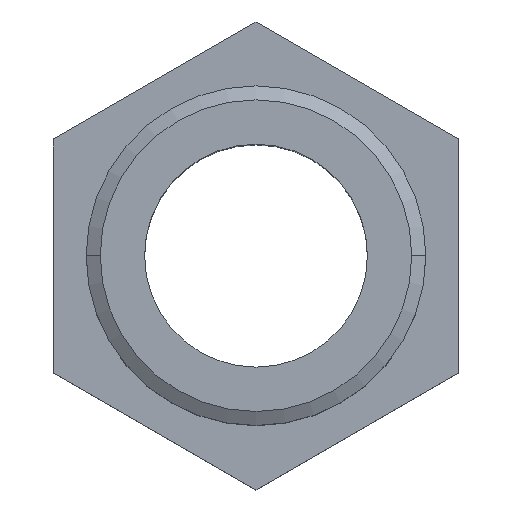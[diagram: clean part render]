
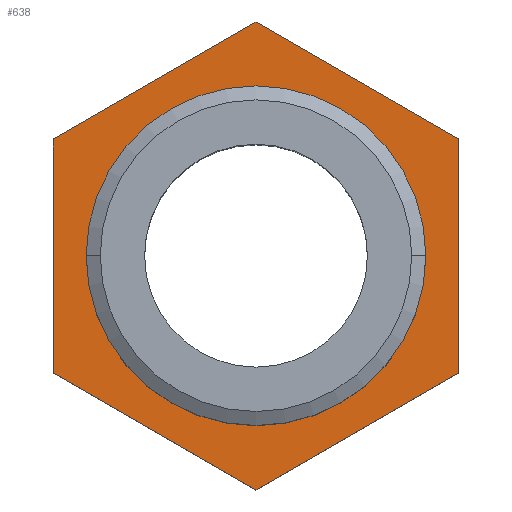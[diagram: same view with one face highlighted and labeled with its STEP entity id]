
A CAD part, top view. The second image highlights one B-rep face of the part: STEP entity #638.
In plain terms, the highlighted planar face has unit normal (0, 0, 1).
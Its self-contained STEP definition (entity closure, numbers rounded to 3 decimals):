
#14 = CARTESIAN_POINT ( 'NONE',  ( 0., -28.868, -18. ) ) ;
#31 = ORIENTED_EDGE ( 'NONE', *, *, #911, .F. ) ;
#62 = ORIENTED_EDGE ( 'NONE', *, *, #415, .F. ) ;
#78 = FACE_BOUND ( 'NONE', #122, .T. ) ;
#92 = VECTOR ( 'NONE', #324, 1000. ) ;
#107 = CARTESIAN_POINT ( 'NONE',  ( 25., 14.434, -18. ) ) ;
#117 = EDGE_CURVE ( 'NONE', #339, #621, #157, .T. ) ;
#122 = EDGE_LOOP ( 'NONE', ( #272, #522 ) ) ;
#129 = DIRECTION ( 'NONE',  ( -0.866, -0.5, 0. ) ) ;
#149 = ORIENTED_EDGE ( 'NONE', *, *, #601, .F. ) ;
#156 = DIRECTION ( 'NONE',  ( 0., -1., 0. ) ) ;
#157 = LINE ( 'NONE', #504, #937 ) ;
#189 = CARTESIAN_POINT ( 'NONE',  ( 20.955, 0., -18. ) ) ;
#192 = CARTESIAN_POINT ( 'NONE',  ( -20.955, 0., -18. ) ) ;
#202 = CARTESIAN_POINT ( 'NONE',  ( -25., -14.434, -18. ) ) ;
#227 = CARTESIAN_POINT ( 'NONE',  ( -3.426, 26.889, -18. ) ) ;
#230 = EDGE_CURVE ( 'NONE', #1109, #807, #806, .T. ) ;
#233 = EDGE_LOOP ( 'NONE', ( #62, #149, #818, #568, #717, #31 ) ) ;
#240 = VERTEX_POINT ( 'NONE', #443 ) ;
#257 = DIRECTION ( 'NONE',  ( 0.866, -0.5, 0. ) ) ;
#263 = CARTESIAN_POINT ( 'NONE',  ( 0., 0., -18. ) ) ;
#272 = ORIENTED_EDGE ( 'NONE', *, *, #565, .F. ) ;
#290 = VERTEX_POINT ( 'NONE', #107 ) ;
#324 = DIRECTION ( 'NONE',  ( -0.866, 0.5, 0. ) ) ;
#327 = DIRECTION ( 'NONE',  ( 0., 0., 1. ) ) ;
#337 = DIRECTION ( 'NONE',  ( 0., 0., -1. ) ) ;
#339 = VERTEX_POINT ( 'NONE', #202 ) ;
#344 = VECTOR ( 'NONE', #257, 1000. ) ;
#380 = AXIS2_PLACEMENT_3D ( 'NONE', #1111, #337, #682 ) ;
#415 = EDGE_CURVE ( 'NONE', #240, #1079, #557, .T. ) ;
#421 = VECTOR ( 'NONE', #156, 1000. ) ;
#426 = FACE_OUTER_BOUND ( 'NONE', #233, .T. ) ;
#437 = AXIS2_PLACEMENT_3D ( 'NONE', #1099, #327, #673 ) ;
#438 = CIRCLE ( 'NONE', #437, 20.955 ) ;
#443 = CARTESIAN_POINT ( 'NONE',  ( 25., -14.434, -18. ) ) ;
#504 = CARTESIAN_POINT ( 'NONE',  ( -25., 20.955, -18. ) ) ;
#508 = VECTOR ( 'NONE', #574, 1000. ) ;
#517 = EDGE_CURVE ( 'NONE', #621, #578, #1002, .T. ) ;
#522 = ORIENTED_EDGE ( 'NONE', *, *, #230, .F. ) ;
#557 = LINE ( 'NONE', #899, #562 ) ;
#562 = VECTOR ( 'NONE', #129, 1000. ) ;
#565 = EDGE_CURVE ( 'NONE', #807, #1109, #438, .T. ) ;
#568 = ORIENTED_EDGE ( 'NONE', *, *, #517, .F. ) ;
#574 = DIRECTION ( 'NONE',  ( 0.866, 0.5, 0. ) ) ;
#578 = VERTEX_POINT ( 'NONE', #1015 ) ;
#587 = LINE ( 'NONE', #928, #421 ) ;
#601 = EDGE_CURVE ( 'NONE', #290, #240, #587, .T. ) ;
#612 = DIRECTION ( 'NONE',  ( 0., 0., 1. ) ) ;
#621 = VERTEX_POINT ( 'NONE', #1022 ) ;
#638 = ADVANCED_FACE ( 'NONE', ( #78, #426 ), #765, .F. ) ;
#673 = DIRECTION ( 'NONE',  ( 1., 0., 0. ) ) ;
#682 = DIRECTION ( 'NONE',  ( -1., 0., 0. ) ) ;
#701 = EDGE_CURVE ( 'NONE', #578, #290, #769, .T. ) ;
#717 = ORIENTED_EDGE ( 'NONE', *, *, #117, .F. ) ;
#752 = LINE ( 'NONE', #1098, #92 ) ;
#765 = PLANE ( 'NONE',  #380 ) ;
#769 = LINE ( 'NONE', #1034, #344 ) ;
#805 = AXIS2_PLACEMENT_3D ( 'NONE', #263, #612, #952 ) ;
#806 = CIRCLE ( 'NONE', #805, 20.955 ) ;
#807 = VERTEX_POINT ( 'NONE', #189 ) ;
#818 = ORIENTED_EDGE ( 'NONE', *, *, #701, .F. ) ;
#844 = DIRECTION ( 'NONE',  ( 0., 1., 0. ) ) ;
#899 = CARTESIAN_POINT ( 'NONE',  ( 21.574, -16.412, -18. ) ) ;
#911 = EDGE_CURVE ( 'NONE', #1079, #339, #752, .T. ) ;
#928 = CARTESIAN_POINT ( 'NONE',  ( 25., 20.955, -18. ) ) ;
#937 = VECTOR ( 'NONE', #844, 1000. ) ;
#952 = DIRECTION ( 'NONE',  ( 1., 0., 0. ) ) ;
#1002 = LINE ( 'NONE', #227, #508 ) ;
#1015 = CARTESIAN_POINT ( 'NONE',  ( 0., 28.868, -18. ) ) ;
#1022 = CARTESIAN_POINT ( 'NONE',  ( -25., 14.434, -18. ) ) ;
#1034 = CARTESIAN_POINT ( 'NONE',  ( 3.426, 26.889, -18. ) ) ;
#1079 = VERTEX_POINT ( 'NONE', #14 ) ;
#1098 = CARTESIAN_POINT ( 'NONE',  ( -21.574, -16.412, -18. ) ) ;
#1099 = CARTESIAN_POINT ( 'NONE',  ( 0., 0., -18. ) ) ;
#1109 = VERTEX_POINT ( 'NONE', #192 ) ;
#1111 = CARTESIAN_POINT ( 'NONE',  ( 0., 20.955, -18. ) ) ;
